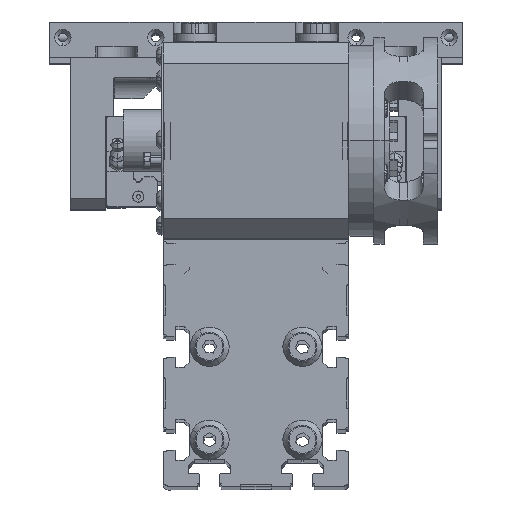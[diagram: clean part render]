
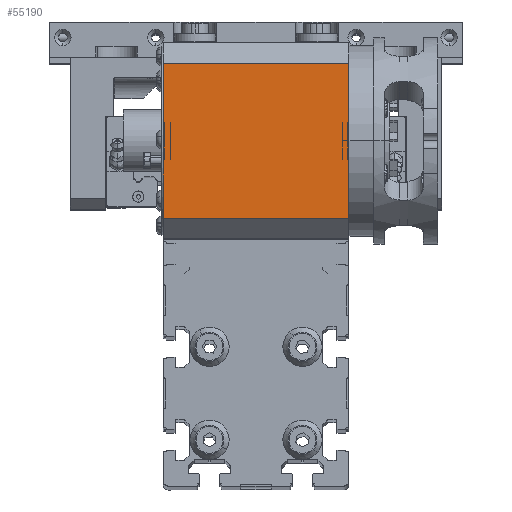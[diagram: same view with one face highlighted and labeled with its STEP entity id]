
A CAD part, top view. The second image highlights one B-rep face of the part: STEP entity #55190.
In plain terms, the highlighted planar face has unit normal (0, 0, 1).
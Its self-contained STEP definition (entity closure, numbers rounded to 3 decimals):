
#173 = LINE ( 'NONE', #44689, #14379 ) ;
#1441 = EDGE_CURVE ( 'NONE', #77441, #42294, #89456, .T. ) ;
#2648 = DIRECTION ( 'NONE',  ( 0., -1., 0. ) ) ;
#3830 = CARTESIAN_POINT ( 'NONE',  ( 45., -95.5, 0. ) ) ;
#8028 = LINE ( 'NONE', #26686, #59659 ) ;
#10877 = DIRECTION ( 'NONE',  ( -1., 0., 0. ) ) ;
#12155 = AXIS2_PLACEMENT_3D ( 'NONE', #77255, #35193, #84289 ) ;
#13411 = VERTEX_POINT ( 'NONE', #40767 ) ;
#13415 = FACE_OUTER_BOUND ( 'NONE', #24160, .T. ) ;
#14025 = CARTESIAN_POINT ( 'NONE',  ( 45., -20.5, 0. ) ) ;
#14379 = VECTOR ( 'NONE', #2648, 1000. ) ;
#17028 = VECTOR ( 'NONE', #45086, 1000. ) ;
#21063 = EDGE_CURVE ( 'NONE', #78024, #77441, #8028, .T. ) ;
#21146 = PLANE ( 'NONE',  #12155 ) ;
#24160 = EDGE_LOOP ( 'NONE', ( #58404, #41883, #45970, #36802 ) ) ;
#26104 = CARTESIAN_POINT ( 'NONE',  ( -45., -20.5, 0. ) ) ;
#26686 = CARTESIAN_POINT ( 'NONE',  ( 45., -20.5, 0. ) ) ;
#34626 = CARTESIAN_POINT ( 'NONE',  ( -45., -95.5, 0. ) ) ;
#35193 = DIRECTION ( 'NONE',  ( 0., 0., 1. ) ) ;
#36802 = ORIENTED_EDGE ( 'NONE', *, *, #1441, .T. ) ;
#40767 = CARTESIAN_POINT ( 'NONE',  ( 45., -95.5, 0. ) ) ;
#41883 = ORIENTED_EDGE ( 'NONE', *, *, #70431, .F. ) ;
#42294 = VERTEX_POINT ( 'NONE', #34626 ) ;
#44689 = CARTESIAN_POINT ( 'NONE',  ( 45., -58., 0. ) ) ;
#45086 = DIRECTION ( 'NONE',  ( 0., -1., 0. ) ) ;
#45970 = ORIENTED_EDGE ( 'NONE', *, *, #21063, .T. ) ;
#51548 = LINE ( 'NONE', #3830, #86636 ) ;
#55190 = ADVANCED_FACE ( 'NONE', ( #13415 ), #21146, .T. ) ;
#57423 = EDGE_CURVE ( 'NONE', #13411, #42294, #51548, .T. ) ;
#58404 = ORIENTED_EDGE ( 'NONE', *, *, #57423, .F. ) ;
#59659 = VECTOR ( 'NONE', #89886, 1000. ) ;
#60125 = CARTESIAN_POINT ( 'NONE',  ( -45., -58., 0. ) ) ;
#70431 = EDGE_CURVE ( 'NONE', #78024, #13411, #173, .T. ) ;
#77255 = CARTESIAN_POINT ( 'NONE',  ( 45., -105.5, 0. ) ) ;
#77441 = VERTEX_POINT ( 'NONE', #26104 ) ;
#78024 = VERTEX_POINT ( 'NONE', #14025 ) ;
#84289 = DIRECTION ( 'NONE',  ( 0., -1., 0. ) ) ;
#86636 = VECTOR ( 'NONE', #10877, 1000. ) ;
#89456 = LINE ( 'NONE', #60125, #17028 ) ;
#89886 = DIRECTION ( 'NONE',  ( -1., 0., 0. ) ) ;
